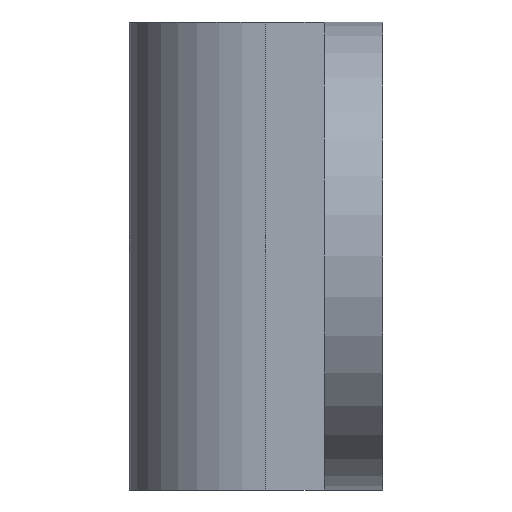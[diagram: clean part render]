
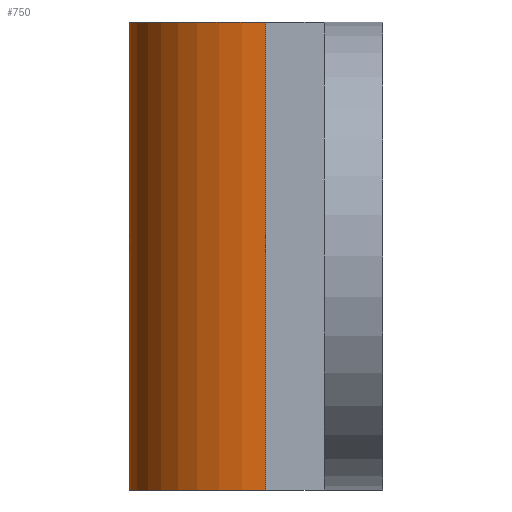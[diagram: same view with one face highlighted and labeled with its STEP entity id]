
A CAD part, left-side view. The second image highlights one B-rep face of the part: STEP entity #750.
In plain terms, the highlighted cylindrical face has radius 3.5 mm (diameter 7 mm), a partial arc.
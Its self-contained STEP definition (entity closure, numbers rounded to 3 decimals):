
#24 = DIRECTION ( 'NONE',  ( 0., 0., -1. ) ) ;
#52 = CARTESIAN_POINT ( 'NONE',  ( 0., 3., 6. ) ) ;
#139 = CARTESIAN_POINT ( 'NONE',  ( 0., 3., -6. ) ) ;
#162 = DIRECTION ( 'NONE',  ( -1., 0., 0. ) ) ;
#173 = CIRCLE ( 'NONE', #698, 3.5 ) ;
#181 = VERTEX_POINT ( 'NONE', #876 ) ;
#214 = LINE ( 'NONE', #476, #444 ) ;
#227 = DIRECTION ( 'NONE',  ( 0., 0., -1. ) ) ;
#228 = FACE_OUTER_BOUND ( 'NONE', #630, .T. ) ;
#317 = DIRECTION ( 'NONE',  ( 0., 0., -1. ) ) ;
#376 = EDGE_CURVE ( 'NONE', #807, #519, #214, .T. ) ;
#377 = CARTESIAN_POINT ( 'NONE',  ( 3.5, 3., -6. ) ) ;
#404 = VECTOR ( 'NONE', #227, 1000. ) ;
#436 = DIRECTION ( 'NONE',  ( 0., 0., 1. ) ) ;
#444 = VECTOR ( 'NONE', #317, 1000. ) ;
#446 = AXIS2_PLACEMENT_3D ( 'NONE', #742, #24, #525 ) ;
#467 = EDGE_CURVE ( 'NONE', #652, #181, #600, .T. ) ;
#476 = CARTESIAN_POINT ( 'NONE',  ( 3.5, 3., 6. ) ) ;
#488 = EDGE_CURVE ( 'NONE', #807, #652, #173, .T. ) ;
#519 = VERTEX_POINT ( 'NONE', #377 ) ;
#523 = CARTESIAN_POINT ( 'NONE',  ( -3.5, 3., 6. ) ) ;
#525 = DIRECTION ( 'NONE',  ( -1., 0., 0. ) ) ;
#533 = CARTESIAN_POINT ( 'NONE',  ( 3.5, 3., 6. ) ) ;
#548 = ORIENTED_EDGE ( 'NONE', *, *, #488, .F. ) ;
#600 = LINE ( 'NONE', #523, #404 ) ;
#619 = ORIENTED_EDGE ( 'NONE', *, *, #376, .T. ) ;
#630 = EDGE_LOOP ( 'NONE', ( #765, #761, #548, #619 ) ) ;
#652 = VERTEX_POINT ( 'NONE', #705 ) ;
#672 = CYLINDRICAL_SURFACE ( 'NONE', #446, 3.5 ) ;
#698 = AXIS2_PLACEMENT_3D ( 'NONE', #52, #436, #162 ) ;
#701 = CIRCLE ( 'NONE', #808, 3.5 ) ;
#702 = EDGE_CURVE ( 'NONE', #519, #181, #701, .T. ) ;
#705 = CARTESIAN_POINT ( 'NONE',  ( -3.5, 3., 6. ) ) ;
#706 = DIRECTION ( 'NONE',  ( 1., 0., 0. ) ) ;
#742 = CARTESIAN_POINT ( 'NONE',  ( 0., 3., 6. ) ) ;
#750 = ADVANCED_FACE ( 'NONE', ( #228 ), #672, .T. ) ;
#761 = ORIENTED_EDGE ( 'NONE', *, *, #467, .F. ) ;
#765 = ORIENTED_EDGE ( 'NONE', *, *, #702, .T. ) ;
#807 = VERTEX_POINT ( 'NONE', #533 ) ;
#808 = AXIS2_PLACEMENT_3D ( 'NONE', #139, #861, #706 ) ;
#861 = DIRECTION ( 'NONE',  ( 0., 0., 1. ) ) ;
#876 = CARTESIAN_POINT ( 'NONE',  ( -3.5, 3., -6. ) ) ;
